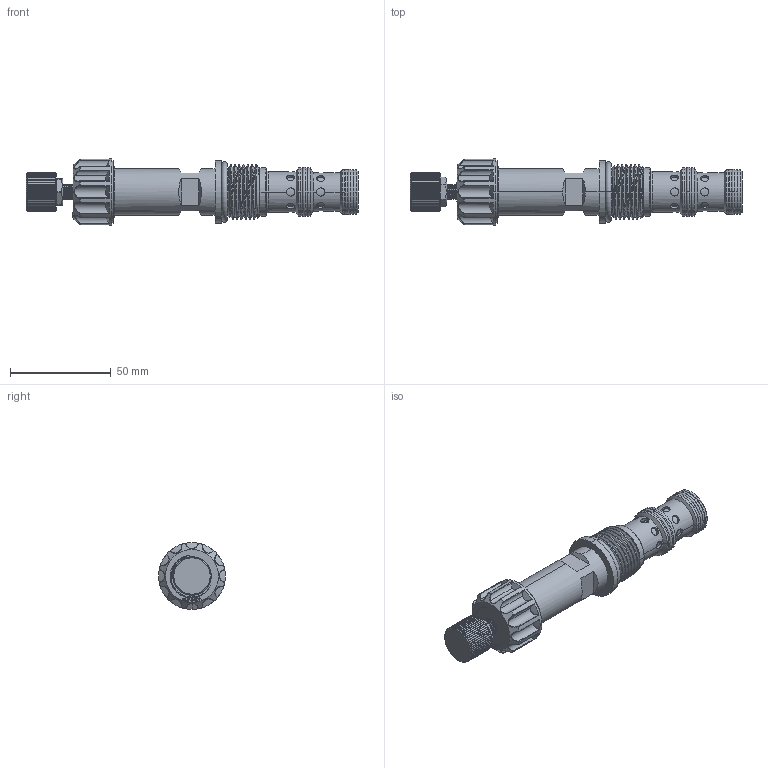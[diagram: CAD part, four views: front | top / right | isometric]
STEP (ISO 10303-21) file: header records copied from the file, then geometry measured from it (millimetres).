
FILE_DESCRIPTION (( 'STEP AP203' ), '1' );
FILE_NAME ('PEA12W3G-M.STEP', '2023-06-19T08:01:04', ( '' ), ( '' ), 'SwSTEP 2.0', 'SolidWorks 2018', '' );
FILE_SCHEMA (( 'CONFIG_CONTROL_DESIGN' ));
Products named in the file (1): PEA12W3G-M
Bounding box: 164.52 x 33.1 x 33.1 mm (x, y, z)
Volume: 68183.8 mm3; surface area: 17855.9 mm2
Topology: 1 solids, 1 shells, 619 faces, 1576 edges, 1007 vertices
Faces by surface type: cylinder 252, plane 236, cone 50, bspline 33, torus 24, sphere 24
Entity records: 32716 total; most frequent: CARTESIAN_POINT 18589, ORIENTED_EDGE 3152, DIRECTION 2636, EDGE_CURVE 1576, VERTEX_POINT 1007, AXIS2_PLACEMENT_3D 1006, EDGE_LOOP 667, LINE 624
